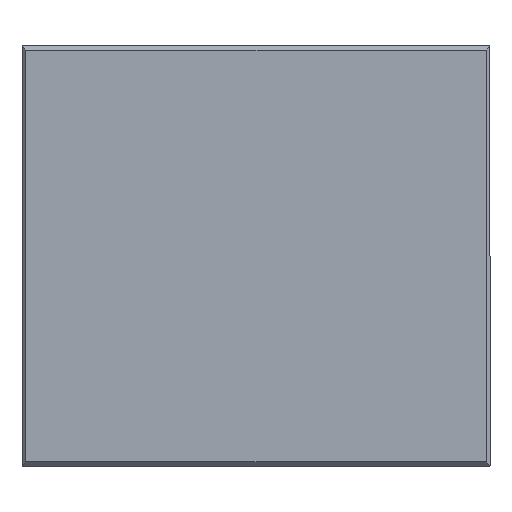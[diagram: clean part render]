
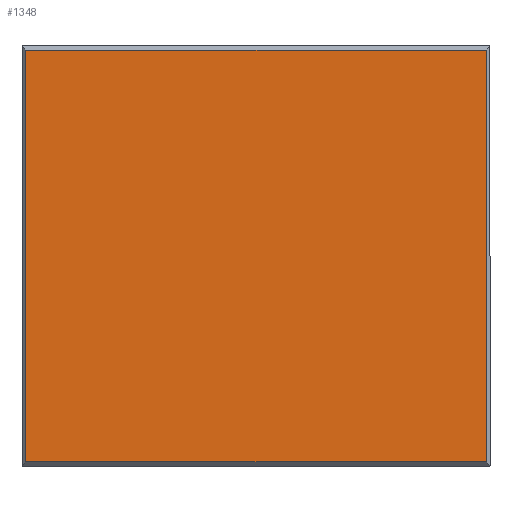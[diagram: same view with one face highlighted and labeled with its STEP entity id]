
A CAD part, left-side view. The second image highlights one B-rep face of the part: STEP entity #1348.
In plain terms, the highlighted planar face has unit normal (-1, 0, 0).
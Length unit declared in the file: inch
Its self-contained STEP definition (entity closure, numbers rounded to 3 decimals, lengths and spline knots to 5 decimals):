
#28 = LINE ( 'NONE', #1229, #1534 ) ;
#32 = LINE ( 'NONE', #672, #1282 ) ;
#38 = DIRECTION ( 'NONE',  ( 0., 1., 0. ) ) ;
#56 = ORIENTED_EDGE ( 'NONE', *, *, #594, .T. ) ;
#104 = VECTOR ( 'NONE', #912, 39.37008 ) ;
#173 = DIRECTION ( 'NONE',  ( 1., 0., 0. ) ) ;
#241 = VERTEX_POINT ( 'NONE', #850 ) ;
#293 = LINE ( 'NONE', #310, #104 ) ;
#295 = CARTESIAN_POINT ( 'NONE',  ( -3.95, 0., 0. ) ) ;
#299 = EDGE_LOOP ( 'NONE', ( #56, #840, #394, #1543 ) ) ;
#307 = CARTESIAN_POINT ( 'NONE',  ( -3.95, 1.325, -1.185 ) ) ;
#310 = CARTESIAN_POINT ( 'NONE',  ( -3.95, 1.325, 0. ) ) ;
#385 = VECTOR ( 'NONE', #1491, 39.37008 ) ;
#394 = ORIENTED_EDGE ( 'NONE', *, *, #757, .T. ) ;
#438 = DIRECTION ( 'NONE',  ( 0., 0., 1. ) ) ;
#562 = EDGE_CURVE ( 'NONE', #241, #1174, #293, .T. ) ;
#570 = EDGE_CURVE ( 'NONE', #754, #1506, #32, .T. ) ;
#594 = EDGE_CURVE ( 'NONE', #1174, #754, #1201, .T. ) ;
#646 = CARTESIAN_POINT ( 'NONE',  ( -3.95, 0., -1.185 ) ) ;
#650 = DIRECTION ( 'NONE',  ( 0., 0., -1. ) ) ;
#672 = CARTESIAN_POINT ( 'NONE',  ( -3.95, -1.325, 0. ) ) ;
#754 = VERTEX_POINT ( 'NONE', #1004 ) ;
#757 = EDGE_CURVE ( 'NONE', #1506, #241, #28, .T. ) ;
#783 = FACE_OUTER_BOUND ( 'NONE', #299, .T. ) ;
#840 = ORIENTED_EDGE ( 'NONE', *, *, #570, .T. ) ;
#850 = CARTESIAN_POINT ( 'NONE',  ( -3.95, 1.325, 1.185 ) ) ;
#912 = DIRECTION ( 'NONE',  ( 0., 0., -1. ) ) ;
#992 = AXIS2_PLACEMENT_3D ( 'NONE', #295, #173, #650 ) ;
#1004 = CARTESIAN_POINT ( 'NONE',  ( -3.95, -1.325, -1.185 ) ) ;
#1174 = VERTEX_POINT ( 'NONE', #307 ) ;
#1201 = LINE ( 'NONE', #646, #385 ) ;
#1229 = CARTESIAN_POINT ( 'NONE',  ( -3.95, 0., 1.185 ) ) ;
#1282 = VECTOR ( 'NONE', #438, 39.37008 ) ;
#1348 = ADVANCED_FACE ( 'NONE', ( #783 ), #1379, .F. ) ;
#1379 = PLANE ( 'NONE',  #992 ) ;
#1491 = DIRECTION ( 'NONE',  ( 0., -1., 0. ) ) ;
#1506 = VERTEX_POINT ( 'NONE', #1520 ) ;
#1520 = CARTESIAN_POINT ( 'NONE',  ( -3.95, -1.325, 1.185 ) ) ;
#1534 = VECTOR ( 'NONE', #38, 39.37008 ) ;
#1543 = ORIENTED_EDGE ( 'NONE', *, *, #562, .T. ) ;
